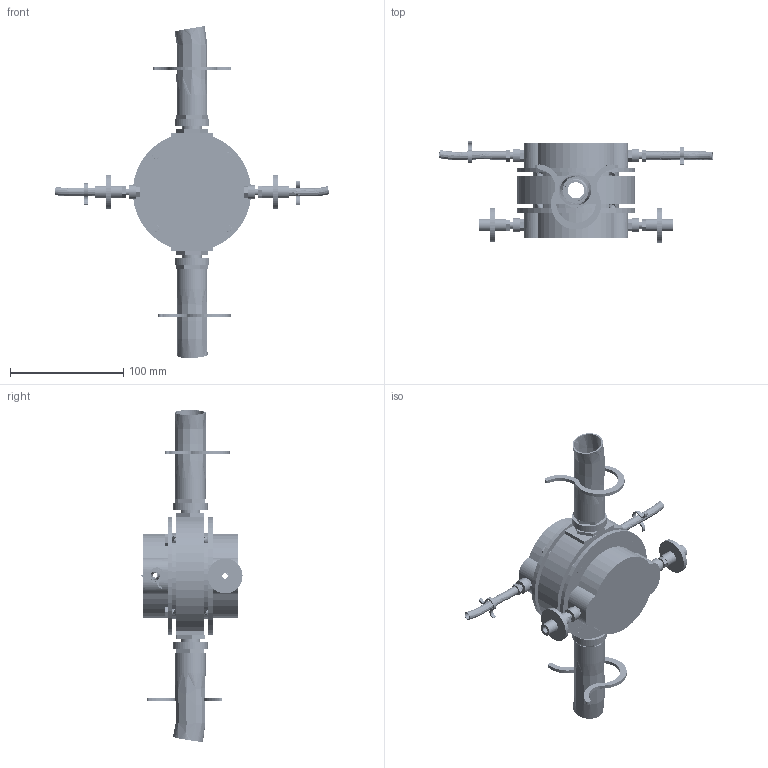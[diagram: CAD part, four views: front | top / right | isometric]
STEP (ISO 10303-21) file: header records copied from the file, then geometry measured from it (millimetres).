
FILE_DESCRIPTION(('FreeCAD Model'),'2;1');
FILE_NAME('Open CASCADE Shape Model','2025-05-03T19:25:57',('FreeCAD'),( 'FreeCAD'),'Open CASCADE STEP processor 7.6','FreeCAD','Unknown');
FILE_SCHEMA(('AUTOMOTIVE_DESIGN { 1 0 10303 214 1 1 1 1 }'));
Products named in the file (1): Open CASCADE STEP translator 7.6 1
Bounding box: 242.49 x 89.38 x 293.65 mm (x, y, z)
Volume: 327375.2 mm3; surface area: 192381.8 mm2
Topology: 33 solids, 33 shells, 4268 faces, 12288 edges, 8144 vertices
Faces by surface type: bspline 4268
Entity records: 243791 total; most frequent: CARTESIAN_POINT 175778, ORIENTED_EDGE 24576, EDGE_CURVE 12288, VERTEX_POINT 8144, FACE_BOUND 6840, EDGE_LOOP 6840, B_SPLINE_CURVE_WITH_KNOTS 4678, ADVANCED_FACE 4268
